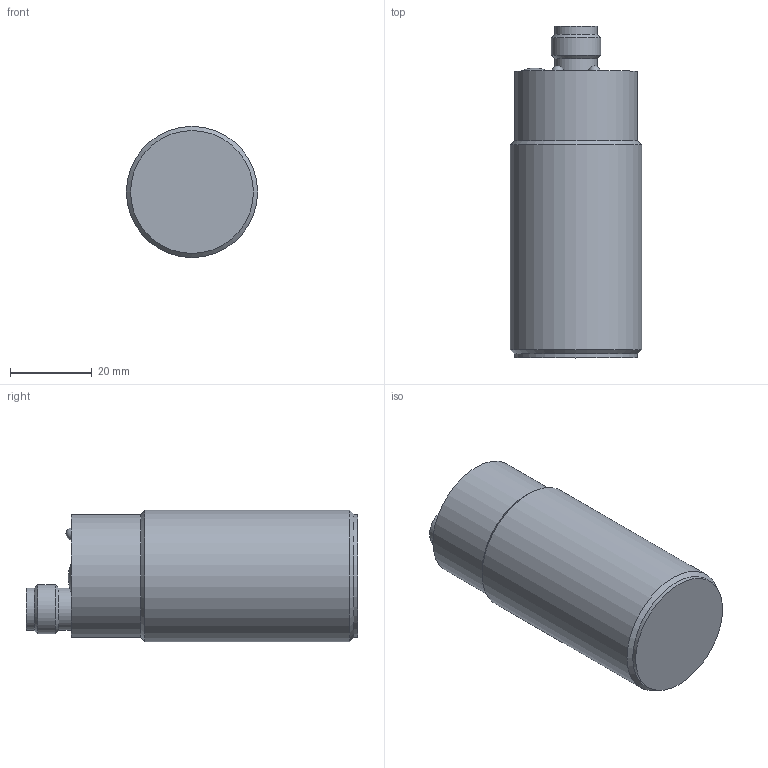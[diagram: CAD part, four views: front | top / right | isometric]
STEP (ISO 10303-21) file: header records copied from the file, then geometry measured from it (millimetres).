
FILE_DESCRIPTION(/* description */ (''),/* implementation_level */ '2;1');
FILE_NAME(/* name */ '770603_Shrinkwrap_1.stp',/* time_stamp */ '2021-12-21T11:16:15+01:00',/* author */ ('Krieger Anja'),/* organization */ (''),/* preprocessor_version */ 'ST-DEVELOPER v18.1',/* originating_system */ 'Autodesk Inventor 2021',/* authorisation */ '');
FILE_SCHEMA (('AUTOMOTIVE_DESIGN { 1 0 10303 214 3 1 1 }'));
Length unit declared in the file: millimetre
Products named in the file (1): 770603_Shrinkwrap_1
Bounding box: 32 x 81 x 32 mm (x, y, z)
Volume: 54797.6 mm3; surface area: 9906.5 mm2
Topology: 2 solids, 2 shells, 64 faces, 144 edges, 95 vertices
Faces by surface type: cylinder 25, plane 23, cone 9, sphere 6, bspline 1
Full cylindrical faces by diameter (mm): 1 x4, 2.6 x1, 3 x3, 3.2 x2, 3.7 x1, 5.5 x1, 6 x1, 6.2 x1, 8 x1, 10.3 x2, 10.4 x1, 10.5 x1, 12 x1, 30 x2, 32 x1
Entity records: 2001 total; most frequent: DIRECTION 352, CARTESIAN_POINT 323, ORIENTED_EDGE 274, AXIS2_PLACEMENT_3D 151, EDGE_CURVE 137, VERTEX_POINT 95, CIRCLE 87, EDGE_LOOP 82
